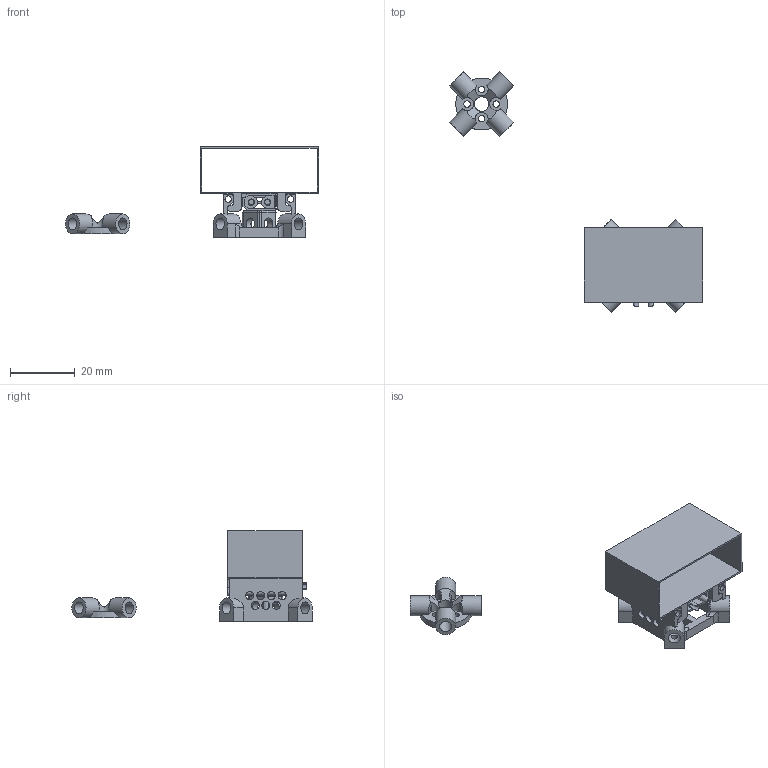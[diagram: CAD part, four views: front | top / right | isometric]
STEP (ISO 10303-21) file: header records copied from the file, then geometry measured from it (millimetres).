
FILE_DESCRIPTION(/* description */ (''),/* implementation_level */ '2;1');
FILE_NAME(/* name */ 'BambooSticksFrame_toothpick v69.step',/* time_stamp */ '2019-12-30T12:04:31-05:00',/* author */ (''),/* organization */ (''),/* preprocessor_version */ 'ST-DEVELOPER v18',/* originating_system */ 'Autodesk Translation Framework v8.12.0.6',/* authorisation */ '');
FILE_SCHEMA (('AUTOMOTIVE_DESIGN { 1 0 10303 214 3 1 1 }'));
Length unit declared in the file: millimetre
Products named in the file (7): BambooSticksFrame_toothpick; Battery Holder v1 v1; XT30 v1; XT30; XT30_Stecker; XT30_Buchse (1); XT30_Buchse
Assembly tree (6 placements, depth 6):
  BambooSticksFrame_toothpick
    Battery Holder v1 v1
      XT30 v1
        XT30
          XT30_Stecker
          XT30_Buchse (1)
            XT30_Buchse
Bounding box: 78.27 x 74.28 x 27.95 mm (x, y, z)
Volume: 5358.2 mm3; surface area: 11855.5 mm2
Topology: 5 solids, 5 shells, 528 faces, 1481 edges, 914 vertices
Faces by surface type: cylinder 241, plane 225, sphere 28, bspline 22, torus 10, cone 2
Full cylindrical faces by diameter (mm): 1.65 x4, 2 x18, 2.5 x14, 3.7 x14, 4.5 x1, 6.2 x4
Entity records: 20197 total; most frequent: CARTESIAN_POINT 6232, DIRECTION 2953, ORIENTED_EDGE 2890, EDGE_CURVE 1445, AXIS2_PLACEMENT_3D 1097, VERTEX_POINT 914, LINE 759, VECTOR 759
